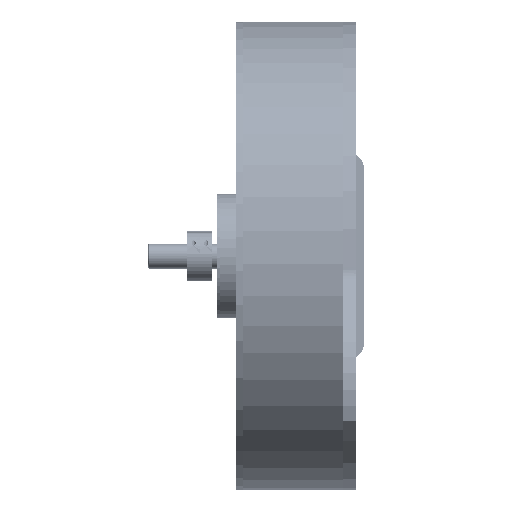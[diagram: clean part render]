
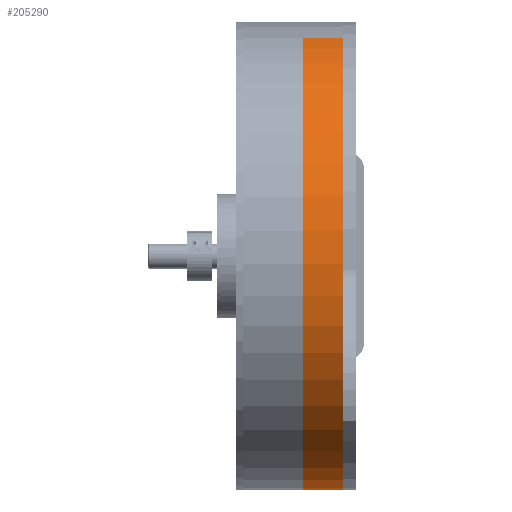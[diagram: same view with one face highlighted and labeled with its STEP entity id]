
A CAD part, left-side view. The second image highlights one B-rep face of the part: STEP entity #205290.
In plain terms, the highlighted free-form (B-spline) face has degree [2, 1] with [5, 2] control points.
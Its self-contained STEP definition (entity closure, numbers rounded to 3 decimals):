
#204927 = VERTEX_POINT('',#204928);
#204928 = CARTESIAN_POINT('',(-56.671,11.867,
    137.781));
#204929 = VERTEX_POINT('',#204930);
#204930 = CARTESIAN_POINT('',(37.777,11.867,
    -106.178));
#204938 = EDGE_CURVE('',#204927,#204939,#204941,.T.);
#204939 = VERTEX_POINT('',#204940);
#204940 = CARTESIAN_POINT('',(-56.671,-10.282,
    137.781));
#204941 = B_SPLINE_CURVE_WITH_KNOTS('',1,(#204942,#204943),
  .UNSPECIFIED.,.F.,.F.,(2,2),(-0.,19.05),.PIECEWISE_BEZIER_KNOTS.);
#204942 = CARTESIAN_POINT('',(-56.671,11.867,
    137.781));
#204943 = CARTESIAN_POINT('',(-56.671,-10.282,
    137.781));
#204946 = VERTEX_POINT('',#204947);
#204947 = CARTESIAN_POINT('',(37.777,-10.282,
    -106.178));
#204955 = EDGE_CURVE('',#204929,#204946,#204956,.T.);
#204956 = B_SPLINE_CURVE_WITH_KNOTS('',1,(#204957,#204958),
  .UNSPECIFIED.,.F.,.F.,(2,2),(-0.,19.05),.PIECEWISE_BEZIER_KNOTS.);
#204957 = CARTESIAN_POINT('',(37.777,11.867,
    -106.178));
#204958 = CARTESIAN_POINT('',(37.777,-10.282,
    -106.178));
#205106 = EDGE_CURVE('',#204929,#204927,#205107,.T.);
#205107 = ( BOUNDED_CURVE() B_SPLINE_CURVE(2,(#205108,#205109,#205110,
#205111,#205112),.UNSPECIFIED.,.F.,.F.) B_SPLINE_CURVE_WITH_KNOTS((3,2,3
    ),(3.142,4.712,6.283),
.PIECEWISE_BEZIER_KNOTS.) CURVE() GEOMETRIC_REPRESENTATION_ITEM() 
RATIONAL_B_SPLINE_CURVE((1.,0.707,1.,0.707,1.)) 
REPRESENTATION_ITEM('') );
#205108 = CARTESIAN_POINT('',(37.777,11.867,
    -106.178));
#205109 = CARTESIAN_POINT('',(-84.202,11.867,
    -153.402));
#205110 = CARTESIAN_POINT('',(-131.426,11.867,
    -31.422));
#205111 = CARTESIAN_POINT('',(-178.65,11.867,
    90.557));
#205112 = CARTESIAN_POINT('',(-56.671,11.867,
    137.781));
#205266 = EDGE_CURVE('',#204946,#204939,#205267,.T.);
#205267 = ( BOUNDED_CURVE() B_SPLINE_CURVE(2,(#205268,#205269,#205270,
#205271,#205272),.UNSPECIFIED.,.F.,.F.) B_SPLINE_CURVE_WITH_KNOTS((3,2,3
    ),(3.142,4.712,6.283),
.PIECEWISE_BEZIER_KNOTS.) CURVE() GEOMETRIC_REPRESENTATION_ITEM() 
RATIONAL_B_SPLINE_CURVE((1.,0.707,1.,0.707,1.)) 
REPRESENTATION_ITEM('') );
#205268 = CARTESIAN_POINT('',(37.777,-10.282,
    -106.178));
#205269 = CARTESIAN_POINT('',(-84.202,-10.282,
    -153.402));
#205270 = CARTESIAN_POINT('',(-131.426,-10.282,
    -31.422));
#205271 = CARTESIAN_POINT('',(-178.65,-10.282,
    90.557));
#205272 = CARTESIAN_POINT('',(-56.671,-10.282,
    137.781));
#205290 = ADVANCED_FACE('',(#205291),#205297,.T.);
#205291 = FACE_BOUND('',#205292,.T.);
#205292 = EDGE_LOOP('',(#205293,#205294,#205295,#205296));
#205293 = ORIENTED_EDGE('',*,*,#204938,.F.);
#205294 = ORIENTED_EDGE('',*,*,#205106,.F.);
#205295 = ORIENTED_EDGE('',*,*,#204955,.T.);
#205296 = ORIENTED_EDGE('',*,*,#205266,.T.);
#205297 = ( BOUNDED_SURFACE() B_SPLINE_SURFACE(2,1,(
    (#205298,#205299)
    ,(#205300,#205301)
    ,(#205302,#205303)
    ,(#205304,#205305)
    ,(#205306,#205307
)),.UNSPECIFIED.,.F.,.F.,.F.) B_SPLINE_SURFACE_WITH_KNOTS((3,2,3),(2,2),
  (3.142,4.712,6.283),(0.,19.05),
.PIECEWISE_BEZIER_KNOTS.) GEOMETRIC_REPRESENTATION_ITEM() 
RATIONAL_B_SPLINE_SURFACE((
    (1.,1.)
    ,(0.707,0.707)
    ,(1.,1.)
    ,(0.707,0.707)
,(1.,1.))) REPRESENTATION_ITEM('') SURFACE() );
#205298 = CARTESIAN_POINT('',(-56.671,11.867,
    137.781));
#205299 = CARTESIAN_POINT('',(-56.671,-10.282,
    137.781));
#205300 = CARTESIAN_POINT('',(-178.65,11.867,
    90.557));
#205301 = CARTESIAN_POINT('',(-178.65,-10.282,
    90.557));
#205302 = CARTESIAN_POINT('',(-131.426,11.867,
    -31.422));
#205303 = CARTESIAN_POINT('',(-131.426,-10.282,
    -31.422));
#205304 = CARTESIAN_POINT('',(-84.202,11.867,
    -153.402));
#205305 = CARTESIAN_POINT('',(-84.202,-10.282,
    -153.402));
#205306 = CARTESIAN_POINT('',(37.777,11.867,
    -106.178));
#205307 = CARTESIAN_POINT('',(37.777,-10.282,
    -106.178));
